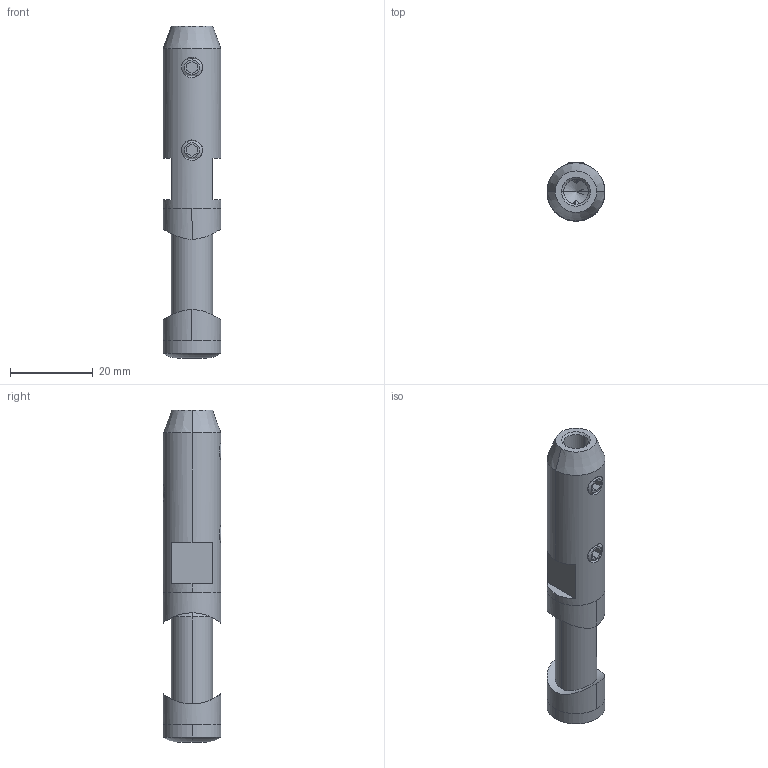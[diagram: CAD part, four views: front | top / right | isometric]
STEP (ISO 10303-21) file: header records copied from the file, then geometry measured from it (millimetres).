
FILE_DESCRIPTION (( 'STEP AP203' ), '1' );
FILE_NAME ('100081005.step', '2020-11-03T10:50:04', ( '' ), ( '' ), 'SwSTEP 2.0', 'SolidWorks 2018', '' );
FILE_SCHEMA (( 'CONFIG_CONTROL_DESIGN' ));
Length unit declared in the file: millimetre
Products named in the file (12): 10008100X Teil2_10008100X Teil2; DIN 914 M5x6; 10008100X Teil3_10008100X Teil3; 10008100X Teil1_100081005 Teil1; 100081005; 10008100X Teil3; 10008100X Teil1; 10008100X Teil2; DIN 914 M5x6_DIN914 M5x5
Assembly tree (7 placements, depth 2):
  DIN 914 M5x6
  100081005
    10008100X Teil1_100081005 Teil1
    10008100X Teil2_10008100X Teil2
    10008100X Teil3_10008100X Teil3  x2
    DIN 914 M5x6_DIN914 M5x5  x3
  10008100X Teil3
  10008100X Teil3
  DIN 914 M5x6
Bounding box: 14 x 14 x 80.2 mm (x, y, z)
Volume: 8852.6 mm3; surface area: 6552.3 mm2
Topology: 7 solids, 7 shells, 346 faces, 890 edges, 568 vertices
Faces by surface type: bspline 124, plane 119, cylinder 71, cone 30, torus 2
Entity records: 20277 total; most frequent: CARTESIAN_POINT 12401, ORIENTED_EDGE 1608, DIRECTION 1037, EDGE_CURVE 804, VERTEX_POINT 520, VECTOR 371, LINE 371, EDGE_LOOP 336
